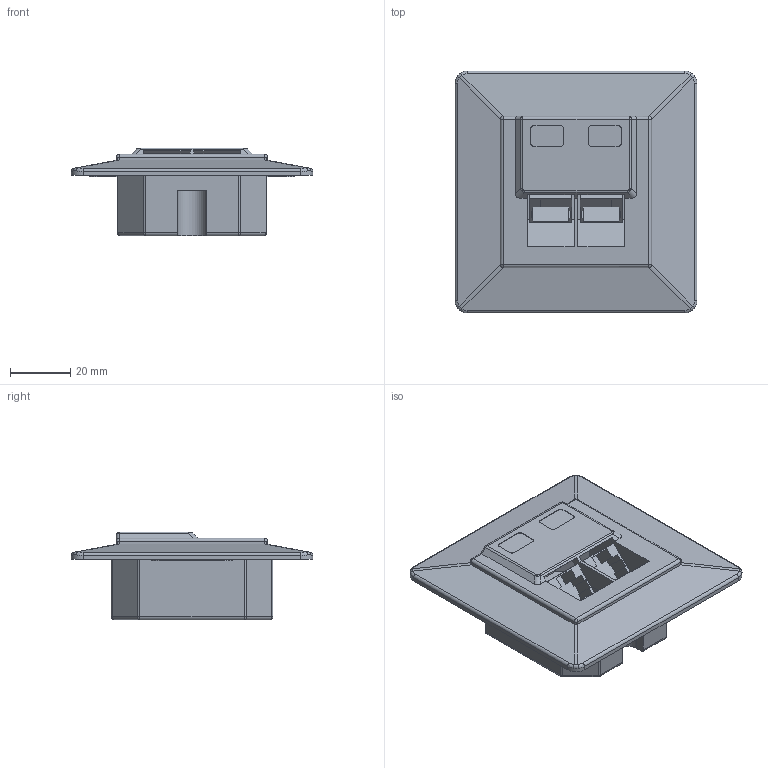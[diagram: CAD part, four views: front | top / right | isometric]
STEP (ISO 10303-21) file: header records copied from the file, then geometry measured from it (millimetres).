
FILE_DESCRIPTION (( 'STEP AP203' ), '1' );
FILE_NAME ('CS2-1C5EU-21 ITK Âíóòðåííÿÿ èíô. ðîçåòêà RJ45, êàò.5Å UTP, 2-ïîðòà.STEP', '2016-09-29T06:44:27', ( '' ), ( '' ), 'SwSTEP 2.0', 'SolidWorks 2014', '' );
FILE_SCHEMA (( 'CONFIG_CONTROL_DESIGN' ));
Length unit declared in the file: millimetre
Products named in the file (2): CS2-1C5EU-21 ITK Âíóòðåííÿÿ èíô. ðîçåòêà RJ45, êàò.5Å UTP, 2-ïîðòà
Bounding box: 80 x 80 x 29 mm (x, y, z)
Volume: 22891.9 mm3; surface area: 31492 mm2
Topology: 1 solids, 1 shells, 314 faces, 865 edges, 538 vertices
Faces by surface type: plane 189, cylinder 87, bspline 28, sphere 10
Entity records: 10648 total; most frequent: CARTESIAN_POINT 2863, ORIENTED_EDGE 1710, DIRECTION 1459, EDGE_CURVE 855, LINE 619, VECTOR 619, VERTEX_POINT 538, AXIS2_PLACEMENT_3D 420
